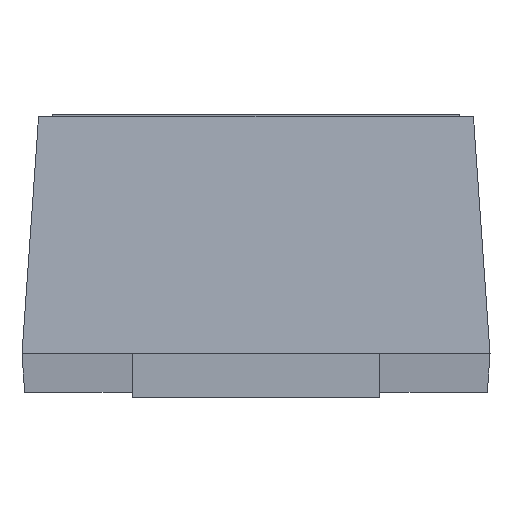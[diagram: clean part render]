
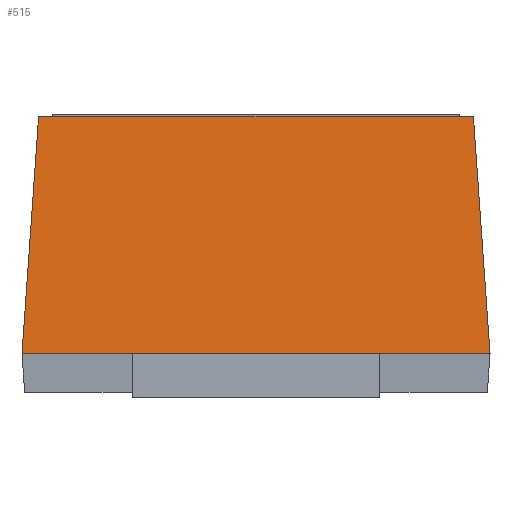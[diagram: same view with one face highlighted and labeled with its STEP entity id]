
A CAD part, left-side view. The second image highlights one B-rep face of the part: STEP entity #515.
In plain terms, the highlighted free-form (B-spline) face has degree [1, 1] with [2, 2] control points.
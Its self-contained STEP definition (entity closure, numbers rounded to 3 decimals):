
#134 = VERTEX_POINT('',#135);
#135 = CARTESIAN_POINT('',(-1.3,-0.85,0.16));
#254 = VERTEX_POINT('',#255);
#255 = CARTESIAN_POINT('',(-1.24,-0.79,1.02));
#261 = EDGE_CURVE('',#134,#254,#262,.T.);
#262 = B_SPLINE_CURVE_WITH_KNOTS('',1,(#263,#264),.UNSPECIFIED.,.F.,.F.,
(2,2),(0.,1.),.PIECEWISE_BEZIER_KNOTS.);
#263 = CARTESIAN_POINT('',(-1.3,-0.85,0.16));
#264 = CARTESIAN_POINT('',(-1.24,-0.79,1.02));
#275 = VERTEX_POINT('',#276);
#276 = CARTESIAN_POINT('',(-1.3,-0.45,0.16));
#288 = EDGE_CURVE('',#275,#134,#289,.T.);
#289 = LINE('',#290,#291);
#290 = CARTESIAN_POINT('',(-1.3,0.85,0.16));
#291 = VECTOR('',#292,1.);
#292 = DIRECTION('',(0.,-1.,0.));
#369 = VERTEX_POINT('',#370);
#370 = CARTESIAN_POINT('',(-1.3,0.85,0.16));
#393 = VERTEX_POINT('',#394);
#394 = CARTESIAN_POINT('',(-1.3,0.45,0.16));
#404 = EDGE_CURVE('',#369,#393,#405,.T.);
#405 = LINE('',#406,#407);
#406 = CARTESIAN_POINT('',(-1.3,0.85,0.16));
#407 = VECTOR('',#408,1.);
#408 = DIRECTION('',(0.,-1.,0.));
#498 = VERTEX_POINT('',#499);
#499 = CARTESIAN_POINT('',(-1.24,0.79,1.02));
#505 = EDGE_CURVE('',#498,#254,#506,.T.);
#506 = LINE('',#507,#508);
#507 = CARTESIAN_POINT('',(-1.24,0.79,1.02));
#508 = VECTOR('',#509,1.);
#509 = DIRECTION('',(0.,-1.,0.));
#515 = ADVANCED_FACE('',(#516),#533,.T.);
#516 = FACE_BOUND('',#517,.T.);
#517 = EDGE_LOOP('',(#518,#519,#525,#526,#527,#528));
#518 = ORIENTED_EDGE('',*,*,#404,.T.);
#519 = ORIENTED_EDGE('',*,*,#520,.T.);
#520 = EDGE_CURVE('',#393,#275,#521,.T.);
#521 = LINE('',#522,#523);
#522 = CARTESIAN_POINT('',(-1.3,0.85,0.16));
#523 = VECTOR('',#524,1.);
#524 = DIRECTION('',(0.,-1.,0.));
#525 = ORIENTED_EDGE('',*,*,#288,.T.);
#526 = ORIENTED_EDGE('',*,*,#261,.T.);
#527 = ORIENTED_EDGE('',*,*,#505,.F.);
#528 = ORIENTED_EDGE('',*,*,#529,.F.);
#529 = EDGE_CURVE('',#369,#498,#530,.T.);
#530 = B_SPLINE_CURVE_WITH_KNOTS('',1,(#531,#532),.UNSPECIFIED.,.F.,.F.,
(2,2),(0.,1.),.PIECEWISE_BEZIER_KNOTS.);
#531 = CARTESIAN_POINT('',(-1.3,0.85,0.16));
#532 = CARTESIAN_POINT('',(-1.24,0.79,1.02));
#533 = B_SPLINE_SURFACE_WITH_KNOTS('',1,1,(
(#534,#535)
,(#536,#537
)),.UNSPECIFIED.,.F.,.F.,.F.,(2,2),(2,2),(0.,1.7),(0.,1.),
.PIECEWISE_BEZIER_KNOTS.);
#534 = CARTESIAN_POINT('',(-1.3,0.85,0.16));
#535 = CARTESIAN_POINT('',(-1.24,0.79,1.02));
#536 = CARTESIAN_POINT('',(-1.3,-0.85,0.16));
#537 = CARTESIAN_POINT('',(-1.24,-0.79,1.02));
